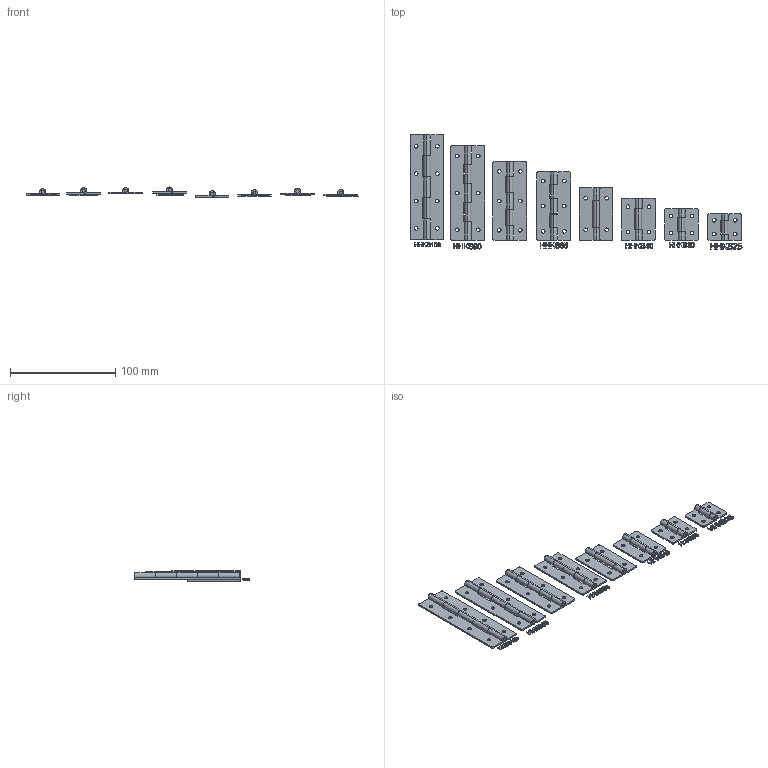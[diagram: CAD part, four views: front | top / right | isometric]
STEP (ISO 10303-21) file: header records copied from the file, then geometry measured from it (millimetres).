
FILE_DESCRIPTION(/* description */ (''),/* implementation_level */ '2;1');
FILE_NAME(/* name */ 'JL301',/* time_stamp */ '2025-03-18T16:37:33+08:00',/* author */ (''),/* organization */ (''),/* preprocessor_version */ 'ST-DEVELOPER v19.2',/* originating_system */ 'Rhino 8.5',/* authorisation */ '');
FILE_SCHEMA (('CONFIG_CONTROL_DESIGN'));
Length unit declared in the file: millimetre
Products named in the file (1): Document
Bounding box: 315.68 x 108.88 x 9.55 mm (x, y, z)
Volume: 31426.8 mm3; surface area: 48668.4 mm2
Topology: 61 solids, 61 shells, 894 faces, 2361 edges, 1589 vertices
Faces by surface type: plane 552, cylinder 276, bspline 66
Entity records: 30787 total; most frequent: CARTESIAN_POINT 12244, ORIENTED_EDGE 4632, EDGE_CURVE 2316, DIRECTION 1938, B_SPLINE_CURVE_WITH_KNOTS 1641, VERTEX_POINT 1544, AXIS2_PLACEMENT_3D 1383, EDGE_LOOP 994
